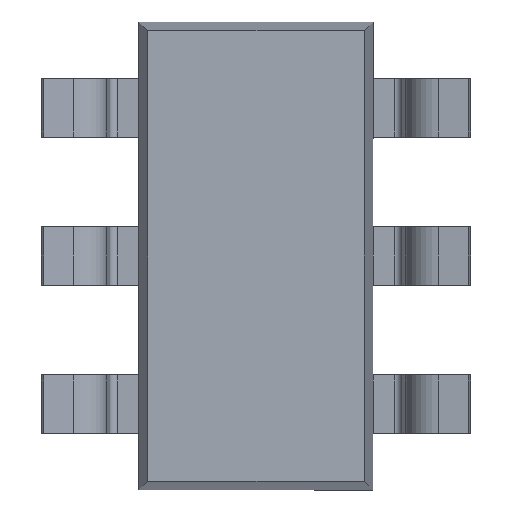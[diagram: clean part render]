
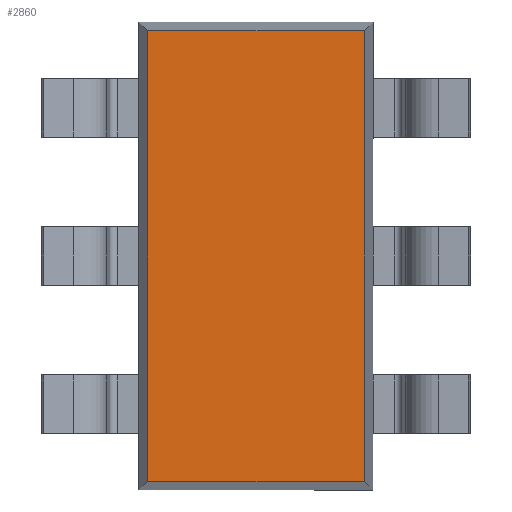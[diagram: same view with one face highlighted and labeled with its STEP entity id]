
A CAD part, front view. The second image highlights one B-rep face of the part: STEP entity #2860.
In plain terms, the highlighted planar face has unit normal (0, -1, 0).
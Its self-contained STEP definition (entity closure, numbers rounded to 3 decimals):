
#250 = CARTESIAN_POINT ( 'NONE',  ( 0.692, 0.1, -1.5 ) ) ;
#300 = ORIENTED_EDGE ( 'NONE', *, *, #3106, .T. ) ;
#380 = VECTOR ( 'NONE', #781, 1000. ) ;
#435 = CARTESIAN_POINT ( 'NONE',  ( -0.75, 0.1, -1.442 ) ) ;
#655 = DIRECTION ( 'NONE',  ( 1., 0., 0. ) ) ;
#684 = VERTEX_POINT ( 'NONE', #1414 ) ;
#725 = VECTOR ( 'NONE', #655, 1000. ) ;
#729 = FACE_OUTER_BOUND ( 'NONE', #771, .T. ) ;
#771 = EDGE_LOOP ( 'NONE', ( #2355, #1059, #1050, #300 ) ) ;
#781 = DIRECTION ( 'NONE',  ( 0., 0., 1. ) ) ;
#786 = EDGE_CURVE ( 'NONE', #3162, #684, #1701, .T. ) ;
#902 = CARTESIAN_POINT ( 'NONE',  ( 0.692, 0.1, 1.442 ) ) ;
#1028 = AXIS2_PLACEMENT_3D ( 'NONE', #1451, #1247, #2930 ) ;
#1050 = ORIENTED_EDGE ( 'NONE', *, *, #786, .T. ) ;
#1059 = ORIENTED_EDGE ( 'NONE', *, *, #1577, .T. ) ;
#1082 = VECTOR ( 'NONE', #2685, 1000. ) ;
#1099 = EDGE_CURVE ( 'NONE', #1615, #1727, #2632, .T. ) ;
#1197 = PLANE ( 'NONE',  #1028 ) ;
#1247 = DIRECTION ( 'NONE',  ( 0., -1., 0. ) ) ;
#1390 = VECTOR ( 'NONE', #2586, 1000. ) ;
#1414 = CARTESIAN_POINT ( 'NONE',  ( -0.692, 0.1, 1.442 ) ) ;
#1451 = CARTESIAN_POINT ( 'NONE',  ( 0., 0.1, 0. ) ) ;
#1577 = EDGE_CURVE ( 'NONE', #1727, #3162, #2689, .T. ) ;
#1607 = LINE ( 'NONE', #2083, #1390 ) ;
#1615 = VERTEX_POINT ( 'NONE', #3005 ) ;
#1701 = LINE ( 'NONE', #2792, #1082 ) ;
#1727 = VERTEX_POINT ( 'NONE', #2302 ) ;
#2083 = CARTESIAN_POINT ( 'NONE',  ( -0.692, 0.1, 1.5 ) ) ;
#2302 = CARTESIAN_POINT ( 'NONE',  ( 0.692, 0.1, -1.442 ) ) ;
#2355 = ORIENTED_EDGE ( 'NONE', *, *, #1099, .T. ) ;
#2586 = DIRECTION ( 'NONE',  ( 0., 0., -1. ) ) ;
#2632 = LINE ( 'NONE', #435, #725 ) ;
#2685 = DIRECTION ( 'NONE',  ( -1., 0., 0. ) ) ;
#2689 = LINE ( 'NONE', #250, #380 ) ;
#2792 = CARTESIAN_POINT ( 'NONE',  ( 0.75, 0.1, 1.442 ) ) ;
#2860 = ADVANCED_FACE ( 'NONE', ( #729 ), #1197, .T. ) ;
#2930 = DIRECTION ( 'NONE',  ( 0., 0., -1. ) ) ;
#3005 = CARTESIAN_POINT ( 'NONE',  ( -0.692, 0.1, -1.442 ) ) ;
#3106 = EDGE_CURVE ( 'NONE', #684, #1615, #1607, .T. ) ;
#3162 = VERTEX_POINT ( 'NONE', #902 ) ;
